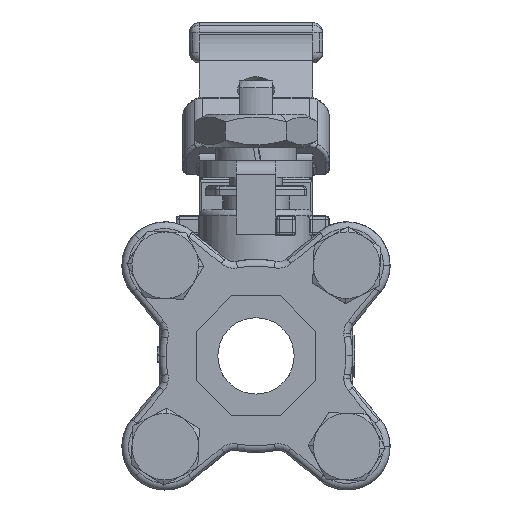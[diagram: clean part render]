
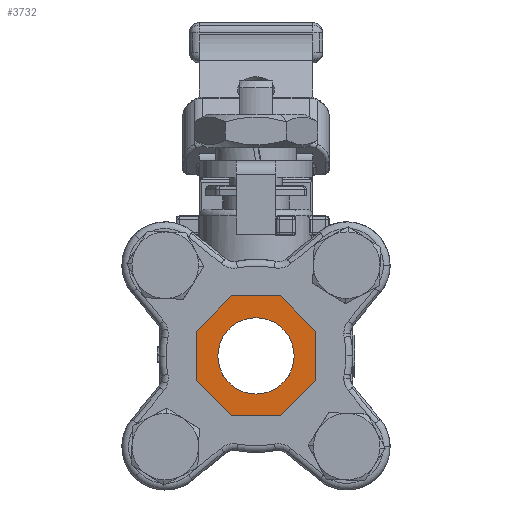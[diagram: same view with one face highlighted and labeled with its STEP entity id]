
A CAD part, left-side view. The second image highlights one B-rep face of the part: STEP entity #3732.
In plain terms, the highlighted planar face has unit normal (-1, 0, 0).
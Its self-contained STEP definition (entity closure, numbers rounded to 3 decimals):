
#331=CARTESIAN_POINT('',(-29.5,-5.723,-0.));
#332=VERTEX_POINT('',#331);
#339=CARTESIAN_POINT('',(-29.5,5.723,0.));
#340=VERTEX_POINT('',#339);
#341=CARTESIAN_POINT('',(-29.5,-0.,-0.));
#342=DIRECTION('',(1.,0.,0.));
#343=DIRECTION('',(0.,-1.,-0.));
#344=AXIS2_PLACEMENT_3D('',#341,#342,#343);
#345=CIRCLE('',#344,5.723);
#346=EDGE_CURVE('',#340,#332,#345,.T.);
#3474=CARTESIAN_POINT('',(-29.5,-9.,-3.728));
#3475=VERTEX_POINT('',#3474);
#3482=CARTESIAN_POINT('',(-29.5,-3.728,-9.));
#3483=VERTEX_POINT('',#3482);
#3484=CARTESIAN_POINT('',(-29.5,-3.728,-9.));
#3485=DIRECTION('',(0.,-0.707,0.707));
#3486=VECTOR('',#3485,7.456);
#3487=LINE('',#3484,#3486);
#3488=EDGE_CURVE('',#3483,#3475,#3487,.T.);
#3513=CARTESIAN_POINT('',(-29.5,3.728,-9.));
#3514=VERTEX_POINT('',#3513);
#3515=CARTESIAN_POINT('',(-29.5,3.728,-9.));
#3516=DIRECTION('',(0.,-1.,0.));
#3517=VECTOR('',#3516,7.456);
#3518=LINE('',#3515,#3517);
#3519=EDGE_CURVE('',#3514,#3483,#3518,.T.);
#3544=CARTESIAN_POINT('',(-29.5,9.,-3.728));
#3545=VERTEX_POINT('',#3544);
#3546=CARTESIAN_POINT('',(-29.5,9.,-3.728));
#3547=DIRECTION('',(0.,-0.707,-0.707));
#3548=VECTOR('',#3547,7.456);
#3549=LINE('',#3546,#3548);
#3550=EDGE_CURVE('',#3545,#3514,#3549,.T.);
#3575=CARTESIAN_POINT('',(-29.5,9.,3.728));
#3576=VERTEX_POINT('',#3575);
#3577=CARTESIAN_POINT('',(-29.5,9.,3.728));
#3578=DIRECTION('',(0.,0.,-1.));
#3579=VECTOR('',#3578,7.456);
#3580=LINE('',#3577,#3579);
#3581=EDGE_CURVE('',#3576,#3545,#3580,.T.);
#3606=CARTESIAN_POINT('',(-29.5,3.728,9.));
#3607=VERTEX_POINT('',#3606);
#3608=CARTESIAN_POINT('',(-29.5,3.728,9.));
#3609=DIRECTION('',(-0.,0.707,-0.707));
#3610=VECTOR('',#3609,7.456);
#3611=LINE('',#3608,#3610);
#3612=EDGE_CURVE('',#3607,#3576,#3611,.T.);
#3637=CARTESIAN_POINT('',(-29.5,-3.728,9.));
#3638=VERTEX_POINT('',#3637);
#3639=CARTESIAN_POINT('',(-29.5,-3.728,9.));
#3640=DIRECTION('',(-0.,1.,0.));
#3641=VECTOR('',#3640,7.456);
#3642=LINE('',#3639,#3641);
#3643=EDGE_CURVE('',#3638,#3607,#3642,.T.);
#3668=CARTESIAN_POINT('',(-29.5,-9.,3.728));
#3669=VERTEX_POINT('',#3668);
#3670=CARTESIAN_POINT('',(-29.5,-9.,3.728));
#3671=DIRECTION('',(-0.,0.707,0.707));
#3672=VECTOR('',#3671,7.456);
#3673=LINE('',#3670,#3672);
#3674=EDGE_CURVE('',#3669,#3638,#3673,.T.);
#3697=CARTESIAN_POINT('',(-29.5,-9.,-3.728));
#3698=DIRECTION('',(-0.,0.,1.));
#3699=VECTOR('',#3698,7.456);
#3700=LINE('',#3697,#3699);
#3701=EDGE_CURVE('',#3475,#3669,#3700,.T.);
#3707=CARTESIAN_POINT('',(-29.5,0.,-0.));
#3708=DIRECTION('',(-1.,-0.,-0.));
#3709=DIRECTION('',(0.,-1.,-0.));
#3710=AXIS2_PLACEMENT_3D('',#3707,#3708,#3709);
#3711=PLANE('',#3710);
#3712=ORIENTED_EDGE('',*,*,#3701,.T.);
#3713=ORIENTED_EDGE('',*,*,#3674,.T.);
#3714=ORIENTED_EDGE('',*,*,#3643,.T.);
#3715=ORIENTED_EDGE('',*,*,#3612,.T.);
#3716=ORIENTED_EDGE('',*,*,#3581,.T.);
#3717=ORIENTED_EDGE('',*,*,#3550,.T.);
#3718=ORIENTED_EDGE('',*,*,#3519,.T.);
#3719=ORIENTED_EDGE('',*,*,#3488,.T.);
#3720=EDGE_LOOP('',(#3712,#3713,#3714,#3715,#3716,#3717,#3718,#3719));
#3721=FACE_BOUND('',#3720,.T.);
#3722=CARTESIAN_POINT('',(-29.5,-0.,-0.));
#3723=DIRECTION('',(1.,0.,0.));
#3724=DIRECTION('',(0.,-1.,-0.));
#3725=AXIS2_PLACEMENT_3D('',#3722,#3723,#3724);
#3726=CIRCLE('',#3725,5.723);
#3727=EDGE_CURVE('',#332,#340,#3726,.T.);
#3728=ORIENTED_EDGE('',*,*,#3727,.T.);
#3729=ORIENTED_EDGE('',*,*,#346,.T.);
#3730=EDGE_LOOP('',(#3728,#3729));
#3731=FACE_BOUND('',#3730,.T.);
#3732=ADVANCED_FACE('',(#3721,#3731),#3711,.T.);
